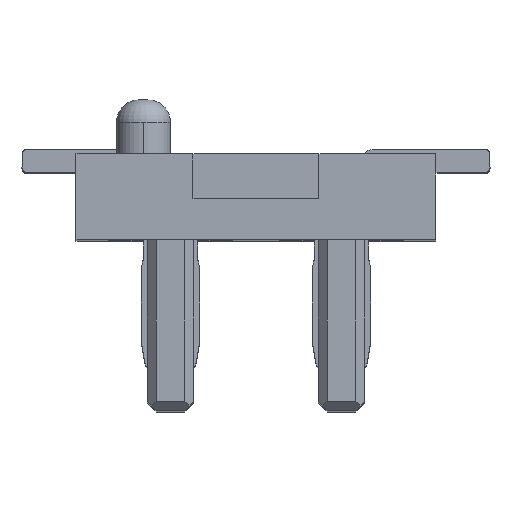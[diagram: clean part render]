
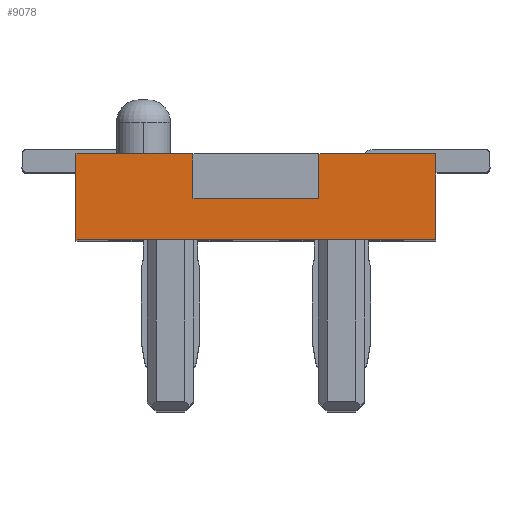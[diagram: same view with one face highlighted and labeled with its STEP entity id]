
A CAD part, top view. The second image highlights one B-rep face of the part: STEP entity #9078.
In plain terms, the highlighted face is planar.
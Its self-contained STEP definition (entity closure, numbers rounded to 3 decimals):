
#1247 = DIRECTION ( 'NONE',  ( 0., 1., 0. ) ) ;
#1485 = CARTESIAN_POINT ( 'NONE',  ( -93.819, 0., -6.05 ) ) ;
#2112 = EDGE_CURVE ( 'NONE', #40938, #43939, #30573, .T. ) ;
#3056 = VECTOR ( 'NONE', #29522, 1000. ) ;
#3730 = LINE ( 'NONE', #7634, #15153 ) ;
#3856 = ORIENTED_EDGE ( 'NONE', *, *, #9131, .F. ) ;
#4082 = LINE ( 'NONE', #35878, #31144 ) ;
#5079 = CARTESIAN_POINT ( 'NONE',  ( -95.219, 93.849, -6.05 ) ) ;
#6017 = ORIENTED_EDGE ( 'NONE', *, *, #38619, .T. ) ;
#6901 = DIRECTION ( 'NONE',  ( -1., 0., 0. ) ) ;
#7418 = DIRECTION ( 'NONE',  ( 0., -1., 0. ) ) ;
#7634 = CARTESIAN_POINT ( 'NONE',  ( -92.519, 94.749, -6.05 ) ) ;
#8644 = VERTEX_POINT ( 'NONE', #28346 ) ;
#9078 = ADVANCED_FACE ( 'NONE', ( #30852 ), #13580, .T. ) ;
#9131 = EDGE_CURVE ( 'NONE', #24414, #24970, #4082, .T. ) ;
#9174 = DIRECTION ( 'NONE',  ( -1., 0., 0. ) ) ;
#9668 = DIRECTION ( 'NONE',  ( 0., -1., 0. ) ) ;
#10406 = EDGE_CURVE ( 'NONE', #40938, #8644, #21987, .T. ) ;
#11828 = ORIENTED_EDGE ( 'NONE', *, *, #15220, .T. ) ;
#13580 = PLANE ( 'NONE',  #34040 ) ;
#13743 = CARTESIAN_POINT ( 'NONE',  ( -93.819, 93.849, -6.05 ) ) ;
#14943 = CARTESIAN_POINT ( 'NONE',  ( -95.219, 0., -6.05 ) ) ;
#15153 = VECTOR ( 'NONE', #7418, 1000. ) ;
#15220 = EDGE_CURVE ( 'NONE', #38329, #43939, #3730, .T. ) ;
#15494 = CARTESIAN_POINT ( 'NONE',  ( 0., 93.849, -6.05 ) ) ;
#19262 = CARTESIAN_POINT ( 'NONE',  ( -92.519, 93.849, -6.05 ) ) ;
#21408 = LINE ( 'NONE', #24403, #25719 ) ;
#21830 = LINE ( 'NONE', #14943, #22277 ) ;
#21987 = LINE ( 'NONE', #1485, #23621 ) ;
#22147 = EDGE_CURVE ( 'NONE', #38329, #24414, #37261, .T. ) ;
#22277 = VECTOR ( 'NONE', #33341, 1000. ) ;
#23621 = VECTOR ( 'NONE', #1247, 1000. ) ;
#24161 = DIRECTION ( 'NONE',  ( 0., 0., -1. ) ) ;
#24403 = CARTESIAN_POINT ( 'NONE',  ( 0., 94.349, -6.05 ) ) ;
#24414 = VERTEX_POINT ( 'NONE', #38069 ) ;
#24970 = VERTEX_POINT ( 'NONE', #34388 ) ;
#25719 = VECTOR ( 'NONE', #6901, 1000. ) ;
#25901 = ORIENTED_EDGE ( 'NONE', *, *, #10406, .T. ) ;
#26288 = LINE ( 'NONE', #15494, #3056 ) ;
#26310 = ORIENTED_EDGE ( 'NONE', *, *, #22147, .F. ) ;
#26886 = CARTESIAN_POINT ( 'NONE',  ( 0., 93.849, -6.05 ) ) ;
#28346 = CARTESIAN_POINT ( 'NONE',  ( -93.819, 94.349, -6.05 ) ) ;
#29522 = DIRECTION ( 'NONE',  ( 1., 0., 0. ) ) ;
#30527 = EDGE_LOOP ( 'NONE', ( #11828, #41681, #25901, #6017, #41179, #45116, #3856, #26310 ) ) ;
#30573 = LINE ( 'NONE', #26886, #31067 ) ;
#30852 = FACE_OUTER_BOUND ( 'NONE', #30527, .T. ) ;
#31067 = VECTOR ( 'NONE', #44416, 1000. ) ;
#31144 = VECTOR ( 'NONE', #32188, 1000. ) ;
#32188 = DIRECTION ( 'NONE',  ( 0., -1., 0. ) ) ;
#32402 = CARTESIAN_POINT ( 'NONE',  ( -95.219, 94.349, -6.05 ) ) ;
#33341 = DIRECTION ( 'NONE',  ( 0., -1., 0. ) ) ;
#34040 = AXIS2_PLACEMENT_3D ( 'NONE', #41226, #24161, #9668 ) ;
#34388 = CARTESIAN_POINT ( 'NONE',  ( -96.519, 93.849, -6.05 ) ) ;
#35102 = CARTESIAN_POINT ( 'NONE',  ( -92.519, 94.799, -6.05 ) ) ;
#35878 = CARTESIAN_POINT ( 'NONE',  ( -96.519, 0.05, -6.05 ) ) ;
#37261 = LINE ( 'NONE', #40506, #43964 ) ;
#38069 = CARTESIAN_POINT ( 'NONE',  ( -96.519, 94.799, -6.05 ) ) ;
#38329 = VERTEX_POINT ( 'NONE', #35102 ) ;
#38619 = EDGE_CURVE ( 'NONE', #8644, #44364, #21408, .T. ) ;
#40123 = VERTEX_POINT ( 'NONE', #5079 ) ;
#40449 = EDGE_CURVE ( 'NONE', #24970, #40123, #26288, .T. ) ;
#40506 = CARTESIAN_POINT ( 'NONE',  ( -93.869, 94.799, -6.05 ) ) ;
#40938 = VERTEX_POINT ( 'NONE', #13743 ) ;
#41179 = ORIENTED_EDGE ( 'NONE', *, *, #43613, .T. ) ;
#41226 = CARTESIAN_POINT ( 'NONE',  ( -94.519, 94.399, -6.05 ) ) ;
#41681 = ORIENTED_EDGE ( 'NONE', *, *, #2112, .F. ) ;
#43613 = EDGE_CURVE ( 'NONE', #44364, #40123, #21830, .T. ) ;
#43939 = VERTEX_POINT ( 'NONE', #19262 ) ;
#43964 = VECTOR ( 'NONE', #9174, 1000. ) ;
#44364 = VERTEX_POINT ( 'NONE', #32402 ) ;
#44416 = DIRECTION ( 'NONE',  ( 1., 0., 0. ) ) ;
#45116 = ORIENTED_EDGE ( 'NONE', *, *, #40449, .F. ) ;
